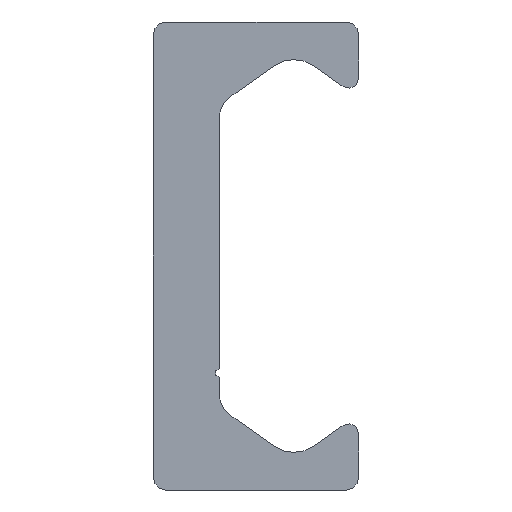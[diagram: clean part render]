
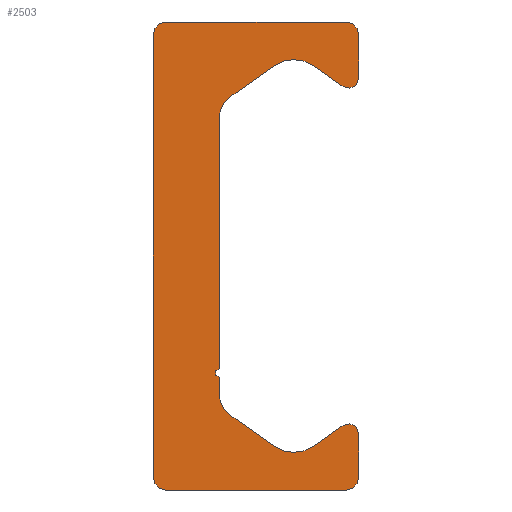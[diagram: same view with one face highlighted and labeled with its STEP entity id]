
A CAD part, left-side view. The second image highlights one B-rep face of the part: STEP entity #2503.
In plain terms, the highlighted planar face has unit normal (-1, 0, 0).
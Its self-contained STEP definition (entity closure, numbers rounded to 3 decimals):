
#1648=CARTESIAN_POINT('',(0.0,5.4,-14.));
#1649=VERTEX_POINT('',#1648);
#1656=CARTESIAN_POINT('',(0.0,6.15,-13.25));
#1657=VERTEX_POINT('',#1656);
#1658=CARTESIAN_POINT('',(0.0,5.4,-13.25));
#1659=DIRECTION('',(1.0,0.0,0.0));
#1660=DIRECTION('',(0.0,0.0,-1.0));
#1661=AXIS2_PLACEMENT_3D('',#1658,#1659,#1660);
#1662=CIRCLE('',#1661,0.75);
#1663=EDGE_CURVE('',#1649,#1657,#1662,.T.);
#1687=CARTESIAN_POINT('',(0.0,-5.4,-14.));
#1688=VERTEX_POINT('',#1687);
#1695=CARTESIAN_POINT('',(0.0,-5.4,-14.));
#1696=DIRECTION('',(0.0,1.0,0.0));
#1697=VECTOR('',#1696,10.8);
#1698=LINE('',#1695,#1697);
#1699=EDGE_CURVE('',#1688,#1649,#1698,.T.);
#1719=CARTESIAN_POINT('',(0.0,-6.15,-13.25));
#1720=VERTEX_POINT('',#1719);
#1727=CARTESIAN_POINT('',(0.0,-5.4,-13.25));
#1728=DIRECTION('',(1.0,0.0,0.0));
#1729=DIRECTION('',(0.0,-1.0,0.0));
#1730=AXIS2_PLACEMENT_3D('',#1727,#1728,#1729);
#1731=CIRCLE('',#1730,0.75);
#1732=EDGE_CURVE('',#1720,#1688,#1731,.T.);
#1751=CARTESIAN_POINT('',(0.0,-6.15,-10.63));
#1752=VERTEX_POINT('',#1751);
#1759=CARTESIAN_POINT('',(0.0,-6.15,-10.63));
#1760=DIRECTION('',(0.0,0.0,-1.0));
#1761=VECTOR('',#1760,2.62);
#1762=LINE('',#1759,#1761);
#1763=EDGE_CURVE('',#1752,#1720,#1762,.T.);
#1783=CARTESIAN_POINT('',(0.0,-5.206,-10.139));
#1784=VERTEX_POINT('',#1783);
#1791=CARTESIAN_POINT('',(0.0,-5.55,-10.63));
#1792=DIRECTION('',(1.0,0.0,0.0));
#1793=DIRECTION('',(0.0,0.574,0.819));
#1794=AXIS2_PLACEMENT_3D('',#1791,#1792,#1793);
#1795=CIRCLE('',#1794,0.6);
#1796=EDGE_CURVE('',#1784,#1752,#1795,.T.);
#1815=CARTESIAN_POINT('',(0.0,-3.417,-11.391));
#1816=VERTEX_POINT('',#1815);
#1823=CARTESIAN_POINT('',(0.0,-3.417,-11.391));
#1824=DIRECTION('',(0.0,-0.819,0.574));
#1825=VECTOR('',#1824,2.184);
#1826=LINE('',#1823,#1825);
#1827=EDGE_CURVE('',#1816,#1784,#1826,.T.);
#1847=CARTESIAN_POINT('',(0.0,-1.123,-11.391));
#1848=VERTEX_POINT('',#1847);
#1855=CARTESIAN_POINT('',(0.0,-2.27,-9.753));
#1856=DIRECTION('',(-1.0,0.0,0.0));
#1857=DIRECTION('',(0.0,0.574,0.819));
#1858=AXIS2_PLACEMENT_3D('',#1855,#1856,#1857);
#1859=CIRCLE('',#1858,2.0);
#1860=EDGE_CURVE('',#1848,#1816,#1859,.T.);
#1879=CARTESIAN_POINT('',(0.0,1.56,-9.512));
#1880=VERTEX_POINT('',#1879);
#1887=CARTESIAN_POINT('',(0.0,1.56,-9.512));
#1888=DIRECTION('',(0.0,-0.819,-0.574));
#1889=VECTOR('',#1888,3.276);
#1890=LINE('',#1887,#1889);
#1891=EDGE_CURVE('',#1880,#1848,#1890,.T.);
#1911=CARTESIAN_POINT('',(0.0,2.2,-8.283));
#1912=VERTEX_POINT('',#1911);
#1919=CARTESIAN_POINT('',(0.0,0.7,-8.283));
#1920=DIRECTION('',(-1.0,0.0,0.0));
#1921=DIRECTION('',(0.0,-0.574,0.819));
#1922=AXIS2_PLACEMENT_3D('',#1919,#1920,#1921);
#1923=CIRCLE('',#1922,1.5);
#1924=EDGE_CURVE('',#1912,#1880,#1923,.T.);
#1943=CARTESIAN_POINT('',(0.0,2.2,-7.25));
#1944=VERTEX_POINT('',#1943);
#1951=CARTESIAN_POINT('',(0.0,2.2,-7.25));
#1952=DIRECTION('',(0.0,0.0,-1.0));
#1953=VECTOR('',#1952,1.033);
#1954=LINE('',#1951,#1953);
#1955=EDGE_CURVE('',#1944,#1912,#1954,.T.);
#1975=CARTESIAN_POINT('',(0.0,2.2,-6.75));
#1976=VERTEX_POINT('',#1975);
#1983=CARTESIAN_POINT('',(0.0,2.2,-7.));
#1984=DIRECTION('',(-1.0,0.0,0.0));
#1985=DIRECTION('',(0.0,0.0,1.0));
#1986=AXIS2_PLACEMENT_3D('',#1983,#1984,#1985);
#1987=CIRCLE('',#1986,0.25);
#1988=EDGE_CURVE('',#1976,#1944,#1987,.T.);
#2007=CARTESIAN_POINT('',(0.0,2.2,8.283));
#2008=VERTEX_POINT('',#2007);
#2015=CARTESIAN_POINT('',(0.0,2.2,8.283));
#2016=DIRECTION('',(0.0,0.0,-1.0));
#2017=VECTOR('',#2016,15.033);
#2018=LINE('',#2015,#2017);
#2019=EDGE_CURVE('',#2008,#1976,#2018,.T.);
#2108=CARTESIAN_POINT('',(0.0,1.56,9.512));
#2109=VERTEX_POINT('',#2108);
#2116=CARTESIAN_POINT('',(0.0,0.7,8.283));
#2117=DIRECTION('',(-1.0,0.0,0.0));
#2118=DIRECTION('',(0.0,-1.0,0.0));
#2119=AXIS2_PLACEMENT_3D('',#2116,#2117,#2118);
#2120=CIRCLE('',#2119,1.5);
#2121=EDGE_CURVE('',#2109,#2008,#2120,.T.);
#2140=CARTESIAN_POINT('',(0.0,-1.123,11.391));
#2141=VERTEX_POINT('',#2140);
#2148=CARTESIAN_POINT('',(0.0,-1.123,11.391));
#2149=DIRECTION('',(0.0,0.819,-0.574));
#2150=VECTOR('',#2149,3.276);
#2151=LINE('',#2148,#2150);
#2152=EDGE_CURVE('',#2141,#2109,#2151,.T.);
#2172=CARTESIAN_POINT('',(0.0,-3.417,11.391));
#2173=VERTEX_POINT('',#2172);
#2180=CARTESIAN_POINT('',(0.0,-2.27,9.753));
#2181=DIRECTION('',(-1.0,0.0,0.0));
#2182=DIRECTION('',(0.0,-0.574,-0.819));
#2183=AXIS2_PLACEMENT_3D('',#2180,#2181,#2182);
#2184=CIRCLE('',#2183,2.0);
#2185=EDGE_CURVE('',#2173,#2141,#2184,.T.);
#2204=CARTESIAN_POINT('',(0.0,-5.206,10.139));
#2205=VERTEX_POINT('',#2204);
#2212=CARTESIAN_POINT('',(0.0,-5.206,10.139));
#2213=DIRECTION('',(0.0,0.819,0.574));
#2214=VECTOR('',#2213,2.184);
#2215=LINE('',#2212,#2214);
#2216=EDGE_CURVE('',#2205,#2173,#2215,.T.);
#2236=CARTESIAN_POINT('',(0.0,-6.15,10.63));
#2237=VERTEX_POINT('',#2236);
#2244=CARTESIAN_POINT('',(0.0,-5.55,10.63));
#2245=DIRECTION('',(1.0,0.0,0.0));
#2246=DIRECTION('',(0.0,-1.0,0.0));
#2247=AXIS2_PLACEMENT_3D('',#2244,#2245,#2246);
#2248=CIRCLE('',#2247,0.6);
#2249=EDGE_CURVE('',#2237,#2205,#2248,.T.);
#2268=CARTESIAN_POINT('',(0.0,-6.15,13.25));
#2269=VERTEX_POINT('',#2268);
#2276=CARTESIAN_POINT('',(0.0,-6.15,13.25));
#2277=DIRECTION('',(0.0,0.0,-1.0));
#2278=VECTOR('',#2277,2.62);
#2279=LINE('',#2276,#2278);
#2280=EDGE_CURVE('',#2269,#2237,#2279,.T.);
#2300=CARTESIAN_POINT('',(0.0,-5.4,14.));
#2301=VERTEX_POINT('',#2300);
#2308=CARTESIAN_POINT('',(0.0,-5.4,13.25));
#2309=DIRECTION('',(1.0,0.0,0.0));
#2310=DIRECTION('',(0.0,0.0,1.0));
#2311=AXIS2_PLACEMENT_3D('',#2308,#2309,#2310);
#2312=CIRCLE('',#2311,0.75);
#2313=EDGE_CURVE('',#2301,#2269,#2312,.T.);
#2332=CARTESIAN_POINT('',(0.0,5.4,14.));
#2333=VERTEX_POINT('',#2332);
#2340=CARTESIAN_POINT('',(0.0,5.4,14.));
#2341=DIRECTION('',(0.0,-1.0,0.0));
#2342=VECTOR('',#2341,10.8);
#2343=LINE('',#2340,#2342);
#2344=EDGE_CURVE('',#2333,#2301,#2343,.T.);
#2364=CARTESIAN_POINT('',(0.0,6.15,13.25));
#2365=VERTEX_POINT('',#2364);
#2372=CARTESIAN_POINT('',(0.0,5.4,13.25));
#2373=DIRECTION('',(1.0,0.0,0.0));
#2374=DIRECTION('',(0.0,1.0,0.0));
#2375=AXIS2_PLACEMENT_3D('',#2372,#2373,#2374);
#2376=CIRCLE('',#2375,0.75);
#2377=EDGE_CURVE('',#2365,#2333,#2376,.T.);
#2395=CARTESIAN_POINT('',(0.0,6.15,-13.25));
#2396=DIRECTION('',(0.0,0.0,1.0));
#2397=VECTOR('',#2396,26.5);
#2398=LINE('',#2395,#2397);
#2399=EDGE_CURVE('',#1657,#2365,#2398,.T.);
#2474=CARTESIAN_POINT('',(0.0,1.352,-0.021));
#2475=DIRECTION('',(1.0,0.0,0.0));
#2476=DIRECTION('',(0.0,0.0,-1.0));
#2477=AXIS2_PLACEMENT_3D('',#2474,#2475,#2476);
#2478=PLANE('',#2477);
#2479=ORIENTED_EDGE('',*,*,#2399,.F.);
#2480=ORIENTED_EDGE('',*,*,#1663,.F.);
#2481=ORIENTED_EDGE('',*,*,#1699,.F.);
#2482=ORIENTED_EDGE('',*,*,#1732,.F.);
#2483=ORIENTED_EDGE('',*,*,#1763,.F.);
#2484=ORIENTED_EDGE('',*,*,#1796,.F.);
#2485=ORIENTED_EDGE('',*,*,#1827,.F.);
#2486=ORIENTED_EDGE('',*,*,#1860,.F.);
#2487=ORIENTED_EDGE('',*,*,#1891,.F.);
#2488=ORIENTED_EDGE('',*,*,#1924,.F.);
#2489=ORIENTED_EDGE('',*,*,#1955,.F.);
#2490=ORIENTED_EDGE('',*,*,#1988,.F.);
#2491=ORIENTED_EDGE('',*,*,#2019,.F.);
#2492=ORIENTED_EDGE('',*,*,#2121,.F.);
#2493=ORIENTED_EDGE('',*,*,#2152,.F.);
#2494=ORIENTED_EDGE('',*,*,#2185,.F.);
#2495=ORIENTED_EDGE('',*,*,#2216,.F.);
#2496=ORIENTED_EDGE('',*,*,#2249,.F.);
#2497=ORIENTED_EDGE('',*,*,#2280,.F.);
#2498=ORIENTED_EDGE('',*,*,#2313,.F.);
#2499=ORIENTED_EDGE('',*,*,#2344,.F.);
#2500=ORIENTED_EDGE('',*,*,#2377,.F.);
#2501=EDGE_LOOP('',(#2479,#2480,#2481,#2482,#2483,#2484,#2485,#2486,#2487,#2488,#2489,#2490,#2491,#2492,#2493,#2494,#2495,#2496,#2497,#2498,#2499,#2500));
#2502=FACE_OUTER_BOUND('',#2501,.T.);
#2503=ADVANCED_FACE('',(#2502),#2478,.F.);
